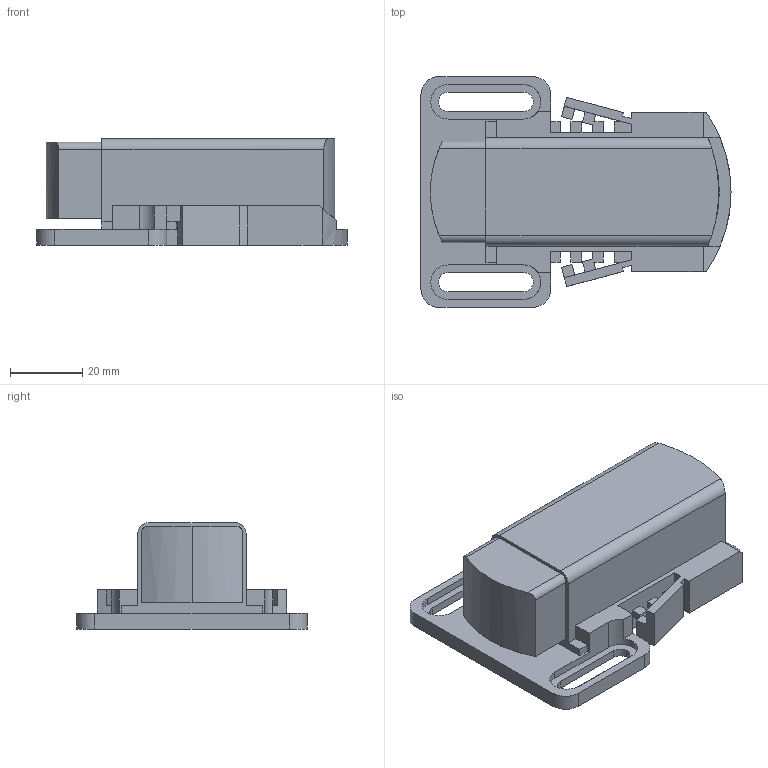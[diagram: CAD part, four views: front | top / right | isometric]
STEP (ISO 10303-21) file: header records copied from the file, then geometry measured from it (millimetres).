
FILE_DESCRIPTION(('starvars output'),'2;1');
FILE_NAME('cv20200416083644000002631.stp','08:36:44 2020/04/16',( 'Thomas Industrial Network Germany GmbH'),( 'Thomas Industrial Network Germany GmbH'),'unknown preprocess','ACIS' ,'unknown authorization');
FILE_SCHEMA(('AUTOMOTIVE_DESIGN_CC2 {UNKNOWN IMPLEMENTATION LEVEL}'));
Length unit declared in the file: millimetre
Products named in the file (1): PRODUCT_ID_1
Bounding box: 86 x 64 x 29.5 mm (x, y, z)
Volume: 77753.8 mm3; surface area: 17225.2 mm2
Topology: 1 solids, 1 shells, 135 faces, 392 edges, 260 vertices
Faces by surface type: plane 111, cylinder 24
Entity records: 5161 total; most frequent: ORIENTED_EDGE 784, CARTESIAN_POINT 723, DIRECTION 558, EDGE_CURVE 392, VECTOR 288, LINE 288, VERTEX_POINT 260, EDGE_LOOP 144
